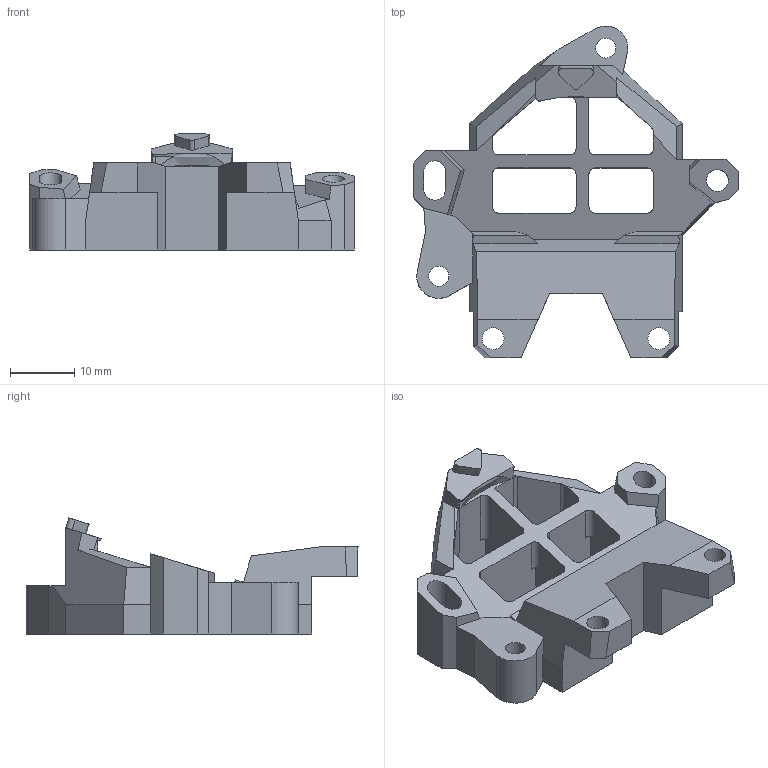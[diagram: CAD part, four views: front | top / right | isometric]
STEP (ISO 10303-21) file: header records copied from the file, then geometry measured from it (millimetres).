
FILE_DESCRIPTION(/* description */ (''),/* implementation_level */ '2;1');
FILE_NAME(/* name */ 'sherpa_micro_picobilical_toolhead_pcb.step',/* time_stamp */ '2023-08-31T13:49:16-04:00',/* author */ (''),/* organization */ (''),/* preprocessor_version */ 'ST-DEVELOPER v20',/* originating_system */ 'Autodesk Translation Framework v12.9.0.99',/* authorisation */ '');
FILE_SCHEMA (('AUTOMOTIVE_DESIGN { 1 0 10303 214 3 1 1 }'));
Length unit declared in the file: millimetre
Products named in the file (1): (Unsaved)
Bounding box: 50.34 x 51.48 x 17.99 mm (x, y, z)
Volume: 11156.6 mm3; surface area: 6704.3 mm2
Topology: 1 solids, 1 shells, 155 faces, 448 edges, 295 vertices
Faces by surface type: plane 118, cylinder 37
Full cylindrical faces by diameter (mm): 3.1 x2, 3.4 x3, 4.6 x1, 4.7 x1
Entity records: 5140 total; most frequent: CARTESIAN_POINT 906, ORIENTED_EDGE 896, DIRECTION 840, EDGE_CURVE 448, LINE 366, VECTOR 366, VERTEX_POINT 295, AXIS2_PLACEMENT_3D 237
